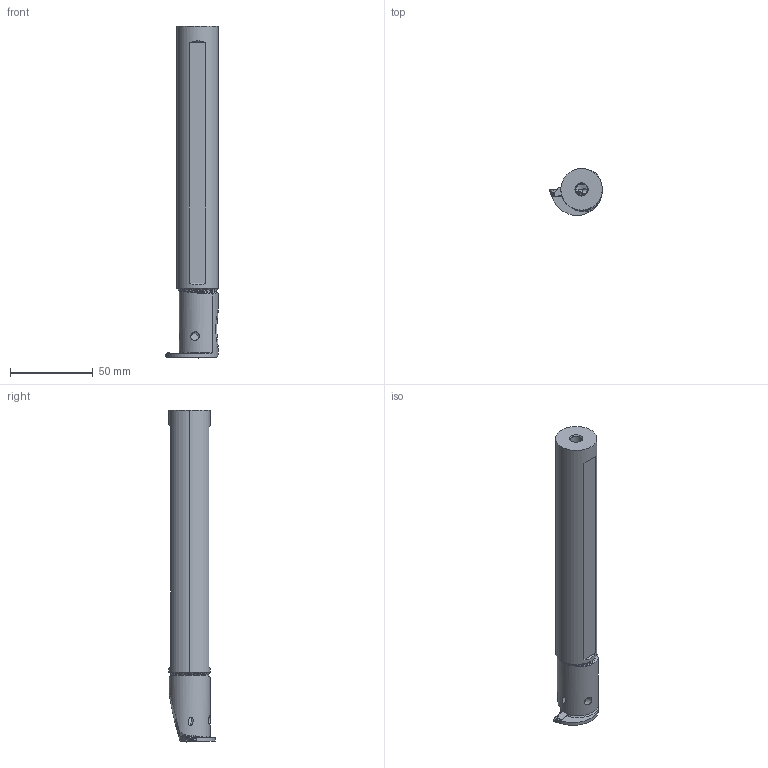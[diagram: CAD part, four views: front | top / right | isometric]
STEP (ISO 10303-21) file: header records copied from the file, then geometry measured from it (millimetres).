
FILE_DESCRIPTION(/* description */ (''),/* implementation_level */ '2;1');
FILE_NAME(/* name */ 'GYAR25R90B-F06_CW3_18_MR1_59.stp',/* time_stamp */ '2023-03-20T14:53:34+09:00',/* author */ (''),/* organization */ (''),/* preprocessor_version */ 'ST-DEVELOPER v16',/* originating_system */ 'SIEMENS PLM Software NX 10.0',/* authorisation */ '');
FILE_SCHEMA (('AUTOMOTIVE_DESIGN { 1 0 10303 214 3 1 1 1 }'));
Length unit declared in the file: millimetre
Products named in the file (1): GYAR25R90B-F06_CW3_18_MR1_59_ASM
Bounding box: 31.7 x 27.82 x 200.09 mm (x, y, z)
Volume: 86075.1 mm3; surface area: 21236.2 mm2
Topology: 2 solids, 2 shells, 186 faces, 579 edges, 420 vertices
Faces by surface type: bspline 59, cylinder 56, plane 44, cone 13, torus 10, sphere 2, extrusion 2
Entity records: 11819 total; most frequent: CARTESIAN_POINT 7305, ORIENTED_EDGE 1106, DIRECTION 643, EDGE_CURVE 553, VERTEX_POINT 375, B_SPLINE_CURVE_WITH_KNOTS 307, AXIS2_PLACEMENT_3D 254, EDGE_LOOP 194
